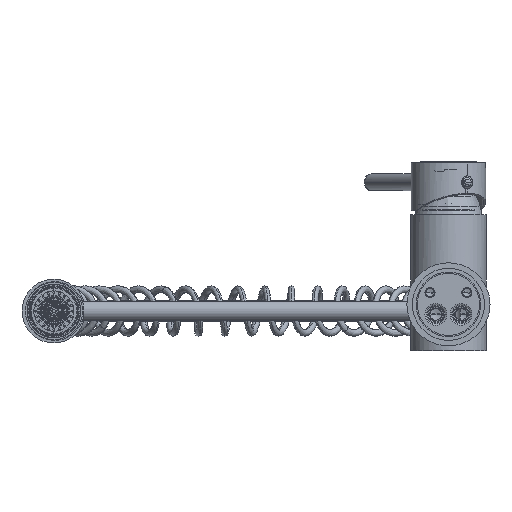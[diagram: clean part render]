
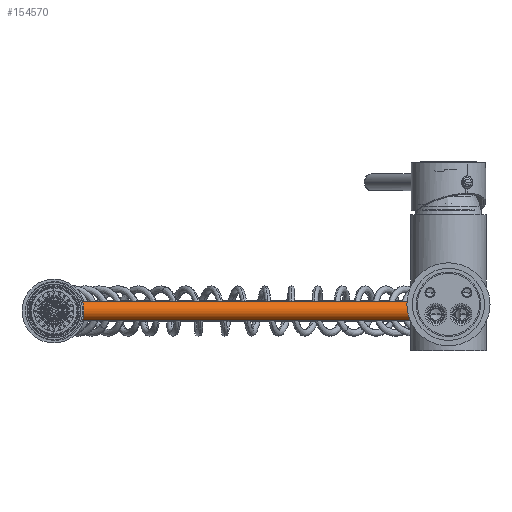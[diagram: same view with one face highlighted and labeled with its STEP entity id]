
A CAD part, front view. The second image highlights one B-rep face of the part: STEP entity #154570.
In plain terms, the highlighted cylindrical face has radius 5.9 mm (diameter 11.8 mm), a partial arc.
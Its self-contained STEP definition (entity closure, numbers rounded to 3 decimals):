
#93223=CARTESIAN_POINT('',(-15.8,196.8,-4.));
#93224=DIRECTION('',(1.,0.,0.));
#93225=DIRECTION('',(0.,0.,1.));
#93226=AXIS2_PLACEMENT_3D('',#93223,#93224,#93225);
#93228=CARTESIAN_POINT('',(-218.8,196.8,-4.));
#93229=DIRECTION('',(1.,0.,0.));
#93230=DIRECTION('',(0.,0.,1.));
#93231=AXIS2_PLACEMENT_3D('',#93228,#93229,#93230);
#93546=DIRECTION('',(-1.,0.,0.));
#93547=VECTOR('',#93546,203.);
#93548=CARTESIAN_POINT('',(-15.8,196.8,1.9));
#93549=LINE('',#93548,#93547);
#93555=DIRECTION('',(-1.,0.,0.));
#93556=VECTOR('',#93555,203.);
#93557=CARTESIAN_POINT('',(-15.8,196.8,-9.9));
#93558=LINE('',#93557,#93556);
#127768=CARTESIAN_POINT('',(-218.8,196.8,1.9));
#127769=CARTESIAN_POINT('',(-218.8,196.8,-9.9));
#127770=VERTEX_POINT('',#127768);
#127771=VERTEX_POINT('',#127769);
#127814=CARTESIAN_POINT('',(-15.8,196.8,1.9));
#127815=CARTESIAN_POINT('',(-15.8,196.8,-9.9));
#127816=VERTEX_POINT('',#127814);
#127817=VERTEX_POINT('',#127815);
#154556=CARTESIAN_POINT('',(-232.25,196.8,-4.));
#154557=DIRECTION('',(1.,0.,0.));
#154558=DIRECTION('',(0.,0.,-1.));
#154559=AXIS2_PLACEMENT_3D('',#154556,#154557,#154558);
#154560=CYLINDRICAL_SURFACE('',#154559,5.9);
#154562=ORIENTED_EDGE('',*,*,#154561,.T.);
#154564=ORIENTED_EDGE('',*,*,#154563,.T.);
#154565=ORIENTED_EDGE('',*,*,#154542,.F.);
#154567=ORIENTED_EDGE('',*,*,#154566,.F.);
#154568=EDGE_LOOP('',(#154562,#154564,#154565,#154567));
#154569=FACE_OUTER_BOUND('',#154568,.F.);
#154570=ADVANCED_FACE('',(#154569),#154560,.T.);
#93227=CIRCLE('',#93226,5.9);
#93232=CIRCLE('',#93231,5.9);
#154542=EDGE_CURVE('',#127770,#127771,#93232,.T.);
#154561=EDGE_CURVE('',#127816,#127817,#93227,.T.);
#154563=EDGE_CURVE('',#127817,#127771,#93558,.T.);
#154566=EDGE_CURVE('',#127816,#127770,#93549,.T.);
